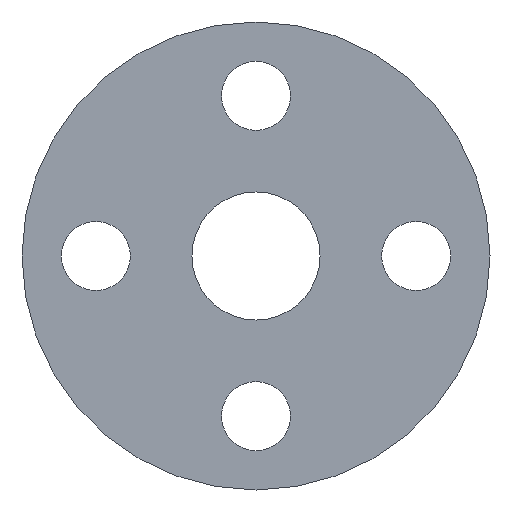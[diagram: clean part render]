
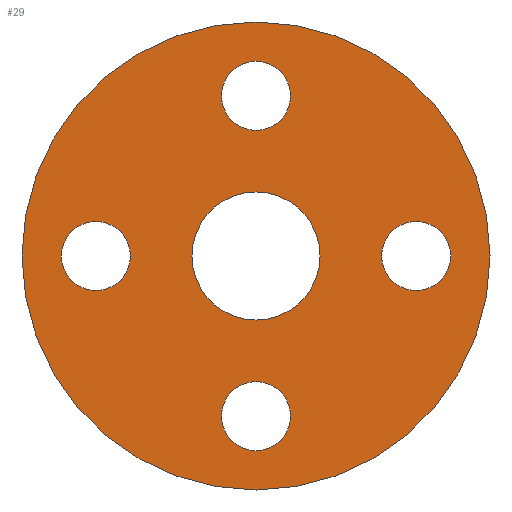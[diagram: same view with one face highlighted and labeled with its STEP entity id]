
A CAD part, front view. The second image highlights one B-rep face of the part: STEP entity #29.
In plain terms, the highlighted planar face has unit normal (0, -1, 0).
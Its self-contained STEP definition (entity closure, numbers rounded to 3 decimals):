
#6 = DIRECTION ( 'NONE',  ( 0., -1., 0. ) ) ;
#9 = ORIENTED_EDGE ( 'NONE', *, *, #552, .F. ) ;
#13 = EDGE_CURVE ( 'NONE', #537, #535, #219, .T. ) ;
#16 = AXIS2_PLACEMENT_3D ( 'NONE', #545, #147, #320 ) ;
#26 = CARTESIAN_POINT ( 'NONE',  ( 0., 0., 25.5 ) ) ;
#29 = ADVANCED_FACE ( 'NONE', ( #451, #236, #369, #45, #231, #321 ), #50, .T. ) ;
#35 = CIRCLE ( 'NONE', #16, 7. ) ;
#45 = FACE_BOUND ( 'NONE', #488, .T. ) ;
#50 = PLANE ( 'NONE',  #237 ) ;
#53 = DIRECTION ( 'NONE',  ( 0., 0., -1. ) ) ;
#55 = ORIENTED_EDGE ( 'NONE', *, *, #57, .F. ) ;
#57 = EDGE_CURVE ( 'NONE', #497, #311, #195, .T. ) ;
#66 = EDGE_CURVE ( 'NONE', #222, #218, #353, .T. ) ;
#85 = AXIS2_PLACEMENT_3D ( 'NONE', #328, #155, #209 ) ;
#98 = CARTESIAN_POINT ( 'NONE',  ( 0., 0., 32.5 ) ) ;
#99 = CARTESIAN_POINT ( 'NONE',  ( 0., 0., 47.5 ) ) ;
#111 = ORIENTED_EDGE ( 'NONE', *, *, #238, .F. ) ;
#114 = ORIENTED_EDGE ( 'NONE', *, *, #127, .F. ) ;
#118 = ORIENTED_EDGE ( 'NONE', *, *, #429, .F. ) ;
#127 = EDGE_CURVE ( 'NONE', #317, #142, #138, .T. ) ;
#131 = CARTESIAN_POINT ( 'NONE',  ( -32.5, 0., 0. ) ) ;
#138 = CIRCLE ( 'NONE', #85, 7. ) ;
#139 = DIRECTION ( 'NONE',  ( 0., -1., 0. ) ) ;
#142 = VERTEX_POINT ( 'NONE', #301 ) ;
#144 = CARTESIAN_POINT ( 'NONE',  ( 0., 0., 47.5 ) ) ;
#147 = DIRECTION ( 'NONE',  ( 0., -1., 0. ) ) ;
#151 = CARTESIAN_POINT ( 'NONE',  ( 0., 0., 39.5 ) ) ;
#153 = EDGE_CURVE ( 'NONE', #535, #537, #423, .T. ) ;
#154 = CIRCLE ( 'NONE', #411, 13. ) ;
#155 = DIRECTION ( 'NONE',  ( 0., -1., 0. ) ) ;
#157 = DIRECTION ( 'NONE',  ( 0., 0., 1. ) ) ;
#175 = EDGE_LOOP ( 'NONE', ( #527, #477 ) ) ;
#184 = CARTESIAN_POINT ( 'NONE',  ( 0., 0., -47.5 ) ) ;
#189 = CARTESIAN_POINT ( 'NONE',  ( 0., 0., 13. ) ) ;
#190 = DIRECTION ( 'NONE',  ( 0., 0., -1. ) ) ;
#195 = CIRCLE ( 'NONE', #208, 7. ) ;
#196 = CIRCLE ( 'NONE', #364, 7. ) ;
#208 = AXIS2_PLACEMENT_3D ( 'NONE', #98, #282, #190 ) ;
#209 = DIRECTION ( 'NONE',  ( 0., 0., -1. ) ) ;
#218 = VERTEX_POINT ( 'NONE', #437 ) ;
#219 = CIRCLE ( 'NONE', #382, 47.5 ) ;
#222 = VERTEX_POINT ( 'NONE', #539 ) ;
#227 = ORIENTED_EDGE ( 'NONE', *, *, #66, .F. ) ;
#231 = FACE_BOUND ( 'NONE', #175, .T. ) ;
#232 = EDGE_CURVE ( 'NONE', #571, #398, #154, .T. ) ;
#234 = DIRECTION ( 'NONE',  ( 0., -1., 0. ) ) ;
#236 = FACE_BOUND ( 'NONE', #269, .T. ) ;
#237 = AXIS2_PLACEMENT_3D ( 'NONE', #144, #403, #53 ) ;
#238 = EDGE_CURVE ( 'NONE', #275, #432, #410, .T. ) ;
#244 = ORIENTED_EDGE ( 'NONE', *, *, #153, .F. ) ;
#254 = DIRECTION ( 'NONE',  ( 0., 1., 0. ) ) ;
#265 = CARTESIAN_POINT ( 'NONE',  ( 0., 0., 0. ) ) ;
#269 = EDGE_LOOP ( 'NONE', ( #393, #111 ) ) ;
#274 = DIRECTION ( 'NONE',  ( 0., 1., 0. ) ) ;
#275 = VERTEX_POINT ( 'NONE', #314 ) ;
#277 = CARTESIAN_POINT ( 'NONE',  ( 0., 0., 32.5 ) ) ;
#279 = AXIS2_PLACEMENT_3D ( 'NONE', #546, #234, #405 ) ;
#280 = CIRCLE ( 'NONE', #384, 7. ) ;
#282 = DIRECTION ( 'NONE',  ( 0., -1., 0. ) ) ;
#286 = AXIS2_PLACEMENT_3D ( 'NONE', #391, #139, #529 ) ;
#301 = CARTESIAN_POINT ( 'NONE',  ( 0., 0., -25.5 ) ) ;
#307 = DIRECTION ( 'NONE',  ( 0., -1., 0. ) ) ;
#311 = VERTEX_POINT ( 'NONE', #26 ) ;
#314 = CARTESIAN_POINT ( 'NONE',  ( 32.5, 0., 7. ) ) ;
#317 = VERTEX_POINT ( 'NONE', #580 ) ;
#320 = DIRECTION ( 'NONE',  ( 0., 0., -1. ) ) ;
#321 = FACE_OUTER_BOUND ( 'NONE', #438, .T. ) ;
#328 = CARTESIAN_POINT ( 'NONE',  ( 0., 0., -32.5 ) ) ;
#346 = AXIS2_PLACEMENT_3D ( 'NONE', #413, #357, #541 ) ;
#349 = ORIENTED_EDGE ( 'NONE', *, *, #13, .F. ) ;
#350 = DIRECTION ( 'NONE',  ( 0., 0., -1. ) ) ;
#353 = CIRCLE ( 'NONE', #279, 7. ) ;
#357 = DIRECTION ( 'NONE',  ( 0., 1., 0. ) ) ;
#364 = AXIS2_PLACEMENT_3D ( 'NONE', #277, #6, #449 ) ;
#367 = CARTESIAN_POINT ( 'NONE',  ( 0., 0., 0. ) ) ;
#369 = FACE_BOUND ( 'NONE', #443, .T. ) ;
#374 = AXIS2_PLACEMENT_3D ( 'NONE', #399, #459, #589 ) ;
#382 = AXIS2_PLACEMENT_3D ( 'NONE', #367, #414, #549 ) ;
#384 = AXIS2_PLACEMENT_3D ( 'NONE', #131, #307, #350 ) ;
#391 = CARTESIAN_POINT ( 'NONE',  ( 32.5, 0., 0. ) ) ;
#393 = ORIENTED_EDGE ( 'NONE', *, *, #515, .F. ) ;
#398 = VERTEX_POINT ( 'NONE', #576 ) ;
#399 = CARTESIAN_POINT ( 'NONE',  ( 32.5, 0., 0. ) ) ;
#401 = CIRCLE ( 'NONE', #374, 7. ) ;
#403 = DIRECTION ( 'NONE',  ( 0., -1., 0. ) ) ;
#405 = DIRECTION ( 'NONE',  ( 0., 0., -1. ) ) ;
#410 = CIRCLE ( 'NONE', #286, 7. ) ;
#411 = AXIS2_PLACEMENT_3D ( 'NONE', #265, #274, #489 ) ;
#413 = CARTESIAN_POINT ( 'NONE',  ( 0., 0., 0. ) ) ;
#414 = DIRECTION ( 'NONE',  ( 0., 1., 0. ) ) ;
#423 = CIRCLE ( 'NONE', #461, 47.5 ) ;
#429 = EDGE_CURVE ( 'NONE', #218, #222, #280, .T. ) ;
#432 = VERTEX_POINT ( 'NONE', #444 ) ;
#437 = CARTESIAN_POINT ( 'NONE',  ( -32.5, 0., -7. ) ) ;
#438 = EDGE_LOOP ( 'NONE', ( #349, #244 ) ) ;
#443 = EDGE_LOOP ( 'NONE', ( #9, #55 ) ) ;
#444 = CARTESIAN_POINT ( 'NONE',  ( 32.5, 0., -7. ) ) ;
#449 = DIRECTION ( 'NONE',  ( 0., 0., -1. ) ) ;
#451 = FACE_BOUND ( 'NONE', #458, .T. ) ;
#458 = EDGE_LOOP ( 'NONE', ( #114, #583 ) ) ;
#459 = DIRECTION ( 'NONE',  ( 0., -1., 0. ) ) ;
#461 = AXIS2_PLACEMENT_3D ( 'NONE', #558, #254, #157 ) ;
#477 = ORIENTED_EDGE ( 'NONE', *, *, #528, .T. ) ;
#484 = CIRCLE ( 'NONE', #346, 13. ) ;
#488 = EDGE_LOOP ( 'NONE', ( #118, #227 ) ) ;
#489 = DIRECTION ( 'NONE',  ( 0., 0., 1. ) ) ;
#497 = VERTEX_POINT ( 'NONE', #151 ) ;
#515 = EDGE_CURVE ( 'NONE', #432, #275, #401, .T. ) ;
#527 = ORIENTED_EDGE ( 'NONE', *, *, #232, .T. ) ;
#528 = EDGE_CURVE ( 'NONE', #398, #571, #484, .T. ) ;
#529 = DIRECTION ( 'NONE',  ( 0., 0., -1. ) ) ;
#535 = VERTEX_POINT ( 'NONE', #184 ) ;
#537 = VERTEX_POINT ( 'NONE', #99 ) ;
#539 = CARTESIAN_POINT ( 'NONE',  ( -32.5, 0., 7. ) ) ;
#541 = DIRECTION ( 'NONE',  ( 0., 0., 1. ) ) ;
#545 = CARTESIAN_POINT ( 'NONE',  ( 0., 0., -32.5 ) ) ;
#546 = CARTESIAN_POINT ( 'NONE',  ( -32.5, 0., 0. ) ) ;
#549 = DIRECTION ( 'NONE',  ( 0., 0., 1. ) ) ;
#552 = EDGE_CURVE ( 'NONE', #311, #497, #196, .T. ) ;
#558 = CARTESIAN_POINT ( 'NONE',  ( 0., 0., 0. ) ) ;
#571 = VERTEX_POINT ( 'NONE', #189 ) ;
#576 = CARTESIAN_POINT ( 'NONE',  ( 0., 0., -13. ) ) ;
#578 = EDGE_CURVE ( 'NONE', #142, #317, #35, .T. ) ;
#580 = CARTESIAN_POINT ( 'NONE',  ( 0., 0., -39.5 ) ) ;
#583 = ORIENTED_EDGE ( 'NONE', *, *, #578, .F. ) ;
#589 = DIRECTION ( 'NONE',  ( 0., 0., -1. ) ) ;
